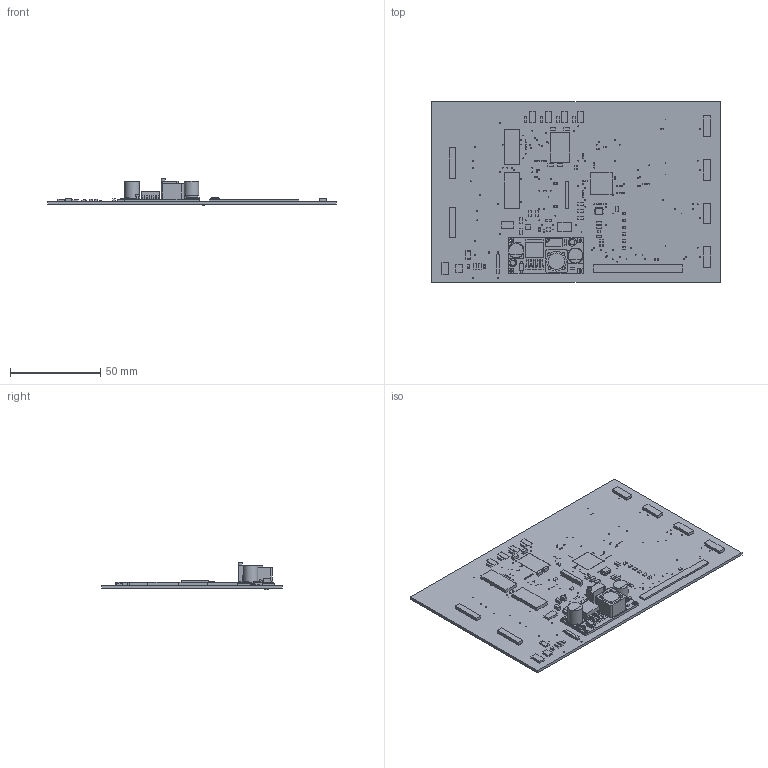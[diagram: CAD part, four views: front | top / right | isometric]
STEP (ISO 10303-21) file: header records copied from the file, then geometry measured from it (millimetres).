
FILE_DESCRIPTION(/* description */ (''),/* implementation_level */ '2;1');
FILE_NAME(/* name */ 'dcmotor_controller v2.step',/* time_stamp */ '2018-04-08T23:26:48+02:00',/* author */ ('Michal Wieczorek'),/* organization */ (''),/* preprocessor_version */ 'ST-DEVELOPER v16.13',/* originating_system */ 'Autodesk Translation Framework v6.5.0.72',/* authorisation */ '');
FILE_SCHEMA (('AUTOMOTIVE_DESIGN { 1 0 10303 214 3 1 1 }'));
Length unit declared in the file: millimetre
Products named in the file (27): dcmotor_controller; PCB Component; Board; C0805; SK38SMA; SMBJ5.0A; 2920L050; SN74LVCR162245A; CHIPLED_0805; MOSFET-PCHANNEL_SOT23-3; R0805; 1.2k, 0.5W; 0R25; BC857BS; BSS306N; STM32F10XRXT6; 100u; 4u7; L298; AK500/2; 8MHz; 10k 1%; ML10L; FE20-2; W237-4; 2POL254; DC-DC-STEP-DOWN-LM2596
Assembly tree (83 placements, depth 3):
  dcmotor_controller
    PCB Component
      Board
      C0805  x11
      SK38SMA  x16
      SMBJ5.0A
      2920L050
      SN74LVCR162245A
      CHIPLED_0805
      MOSFET-PCHANNEL_SOT23-3
      R0805  x5
      1.2k, 0.5W
      0R25  x4
      BC857BS
      BSS306N
      STM32F10XRXT6
      100u
      4u7  x11
      L298  x2
      AK500/2  x2
      8MHz
      10k 1%  x10
      ML10L  x4
      FE20-2
      W237-4  x2
      2POL254
      DC-DC-STEP-DOWN-LM2596
Bounding box: 160 x 100 x 15.07 mm (x, y, z)
Volume: 30954.5 mm3; surface area: 42648.2 mm2
Topology: 99 solids, 99 shells, 1292 faces, 3270 edges, 2180 vertices
Faces by surface type: plane 918, cylinder 366, bspline 4, torus 3, cone 1
Full cylindrical faces by diameter (mm): 0.35 x6, 0.5 x148, 0.55 x16, 0.75 x3, 0.914 x80, 1.194 x8, 1.2 x32, 1.321 x4, 1.5 x12, 2.2 x1, 3 x4, 4.5 x2, 8 x3
Entity records: 30063 total; most frequent: CARTESIAN_POINT 5070, DIRECTION 4910, ORIENTED_EDGE 4486, EDGE_CURVE 2243, AXIS2_PLACEMENT_3D 1732, VERTEX_POINT 1500, EDGE_LOOP 1483, LINE 1446
